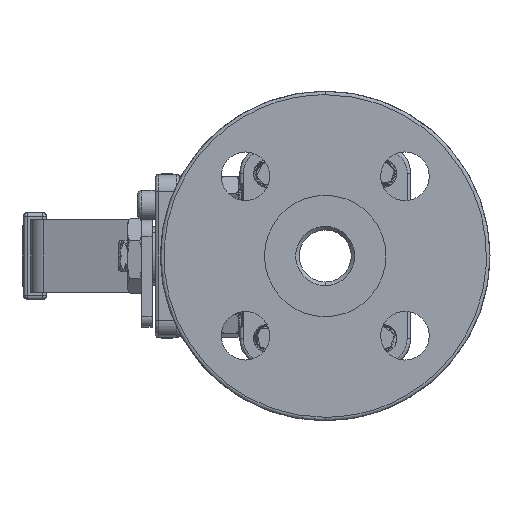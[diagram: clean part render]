
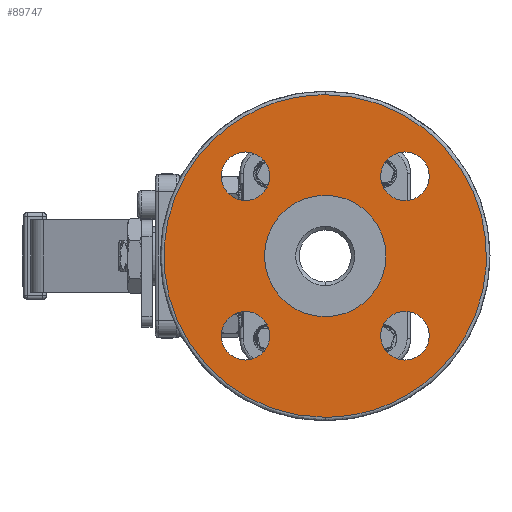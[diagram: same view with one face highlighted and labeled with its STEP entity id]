
A CAD part, left-side view. The second image highlights one B-rep face of the part: STEP entity #89747.
In plain terms, the highlighted planar face has unit normal (-1, 0, 0).
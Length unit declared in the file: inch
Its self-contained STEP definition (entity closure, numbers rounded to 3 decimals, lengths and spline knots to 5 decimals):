
#216 = CARTESIAN_POINT ( 'NONE',  ( -2.57874, 0., -0.68898 ) ) ;
#2146 = DIRECTION ( 'NONE',  ( 0., 0., -1. ) ) ;
#2424 = EDGE_LOOP ( 'NONE', ( #46591, #93035 ) ) ;
#5433 = EDGE_LOOP ( 'NONE', ( #13707, #38133 ) ) ;
#6466 = CARTESIAN_POINT ( 'NONE',  ( -2.57874, 0., 0.68898 ) ) ;
#6793 = CARTESIAN_POINT ( 'NONE',  ( -2.57874, 0.90476, 0.90476 ) ) ;
#7038 = CARTESIAN_POINT ( 'NONE',  ( -2.57874, 0., -1.83071 ) ) ;
#7563 = VERTEX_POINT ( 'NONE', #84253 ) ;
#8267 = CARTESIAN_POINT ( 'NONE',  ( -2.57874, 0., 1.83071 ) ) ;
#8969 = ORIENTED_EDGE ( 'NONE', *, *, #102242, .T. ) ;
#9068 = EDGE_LOOP ( 'NONE', ( #8969, #36801 ) ) ;
#9539 = CARTESIAN_POINT ( 'NONE',  ( -2.57874, -3.66142, -1.83071 ) ) ;
#10583 = CIRCLE ( 'NONE', #31888, 0.27559 ) ;
#10877 = ORIENTED_EDGE ( 'NONE', *, *, #93371, .T. ) ;
#11160 = CIRCLE ( 'NONE', #61228, 0.27559 ) ;
#11512 = CIRCLE ( 'NONE', #71729, 0.68898 ) ;
#13266 =( BOUNDED_CURVE ( )  B_SPLINE_CURVE ( 3, ( #108722, #60047, #59218, #39001 ),
 .UNSPECIFIED., .F., .F. ) 
 B_SPLINE_CURVE_WITH_KNOTS ( ( 4, 4 ),
 ( 0., 1. ),
 .UNSPECIFIED. ) 
 CURVE ( )  GEOMETRIC_REPRESENTATION_ITEM ( )  RATIONAL_B_SPLINE_CURVE ( ( 1., 0.333, 0.333, 1. ) ) 
 REPRESENTATION_ITEM ( '' )  );
#13707 = ORIENTED_EDGE ( 'NONE', *, *, #84724, .F. ) ;
#14052 = DIRECTION ( 'NONE',  ( 0., 0., 1. ) ) ;
#14456 = AXIS2_PLACEMENT_3D ( 'NONE', #107826, #117287, #68178 ) ;
#16326 = CIRCLE ( 'NONE', #24477, 0.27559 ) ;
#16762 = VERTEX_POINT ( 'NONE', #6466 ) ;
#18037 = DIRECTION ( 'NONE',  ( 1., 0., 0. ) ) ;
#18792 =( BOUNDED_CURVE ( )  B_SPLINE_CURVE ( 3, ( #8267, #86640, #9539, #106453 ),
 .UNSPECIFIED., .F., .F. ) 
 B_SPLINE_CURVE_WITH_KNOTS ( ( 4, 4 ),
 ( 0., 1. ),
 .UNSPECIFIED. ) 
 CURVE ( )  GEOMETRIC_REPRESENTATION_ITEM ( )  RATIONAL_B_SPLINE_CURVE ( ( 1., 0.333, 0.333, 1. ) ) 
 REPRESENTATION_ITEM ( '' )  );
#21629 = AXIS2_PLACEMENT_3D ( 'NONE', #94936, #46302, #35926 ) ;
#23596 = EDGE_CURVE ( 'NONE', #35407, #23617, #106525, .T. ) ;
#23617 = VERTEX_POINT ( 'NONE', #107209 ) ;
#24477 = AXIS2_PLACEMENT_3D ( 'NONE', #84256, #74742, #14052 ) ;
#25504 = EDGE_CURVE ( 'NONE', #70390, #81306, #13266, .T. ) ;
#25884 = CIRCLE ( 'NONE', #125732, 0.68898 ) ;
#26853 = ORIENTED_EDGE ( 'NONE', *, *, #36993, .T. ) ;
#27862 = EDGE_CURVE ( 'NONE', #81306, #70390, #18792, .T. ) ;
#29678 = CARTESIAN_POINT ( 'NONE',  ( -2.57874, 0.90476, -0.90476 ) ) ;
#31888 = AXIS2_PLACEMENT_3D ( 'NONE', #29678, #38334, #57727 ) ;
#35407 = VERTEX_POINT ( 'NONE', #107414 ) ;
#35926 = DIRECTION ( 'NONE',  ( 0., 0., 1. ) ) ;
#36052 = DIRECTION ( 'NONE',  ( 0., 0., 1. ) ) ;
#36508 = DIRECTION ( 'NONE',  ( 0., 0., 1. ) ) ;
#36801 = ORIENTED_EDGE ( 'NONE', *, *, #43440, .T. ) ;
#36993 = EDGE_CURVE ( 'NONE', #92677, #106088, #80587, .T. ) ;
#38133 = ORIENTED_EDGE ( 'NONE', *, *, #73717, .F. ) ;
#38334 = DIRECTION ( 'NONE',  ( 1., 0., 0. ) ) ;
#38744 = CARTESIAN_POINT ( 'NONE',  ( -2.57874, 0.90476, -0.90476 ) ) ;
#39001 = CARTESIAN_POINT ( 'NONE',  ( -2.57874, 0., 1.83071 ) ) ;
#42811 = VERTEX_POINT ( 'NONE', #216 ) ;
#43440 = EDGE_CURVE ( 'NONE', #79271, #54010, #16326, .T. ) ;
#46302 = DIRECTION ( 'NONE',  ( 1., 0., 0. ) ) ;
#46591 = ORIENTED_EDGE ( 'NONE', *, *, #27862, .F. ) ;
#47000 = CARTESIAN_POINT ( 'NONE',  ( -2.57874, 0.90476, 1.18035 ) ) ;
#47287 = ORIENTED_EDGE ( 'NONE', *, *, #23596, .T. ) ;
#47505 = AXIS2_PLACEMENT_3D ( 'NONE', #106489, #77169, #106077 ) ;
#48039 = PLANE ( 'NONE',  #14456 ) ;
#49375 = AXIS2_PLACEMENT_3D ( 'NONE', #98738, #69379, #119334 ) ;
#50899 = AXIS2_PLACEMENT_3D ( 'NONE', #6793, #75659, #36508 ) ;
#52597 = FACE_BOUND ( 'NONE', #9068, .T. ) ;
#54010 = VERTEX_POINT ( 'NONE', #111214 ) ;
#55466 = CARTESIAN_POINT ( 'NONE',  ( -2.57874, -0.90476, -0.62917 ) ) ;
#55683 = FACE_BOUND ( 'NONE', #76783, .T. ) ;
#57727 = DIRECTION ( 'NONE',  ( 0., 0., 1. ) ) ;
#58773 = FACE_BOUND ( 'NONE', #112571, .T. ) ;
#59218 = CARTESIAN_POINT ( 'NONE',  ( -2.57874, 3.66142, 1.83071 ) ) ;
#60047 = CARTESIAN_POINT ( 'NONE',  ( -2.57874, 3.66142, -1.83071 ) ) ;
#61228 = AXIS2_PLACEMENT_3D ( 'NONE', #85156, #64466, #36052 ) ;
#64466 = DIRECTION ( 'NONE',  ( 1., 0., 0. ) ) ;
#68178 = DIRECTION ( 'NONE',  ( 0., 0., -1. ) ) ;
#69379 = DIRECTION ( 'NONE',  ( 1., 0., 0. ) ) ;
#70390 = VERTEX_POINT ( 'NONE', #7038 ) ;
#71461 = AXIS2_PLACEMENT_3D ( 'NONE', #38744, #18037, #76612 ) ;
#71638 = VERTEX_POINT ( 'NONE', #55466 ) ;
#71729 = AXIS2_PLACEMENT_3D ( 'NONE', #101217, #111533, #2146 ) ;
#73717 = EDGE_CURVE ( 'NONE', #16762, #42811, #25884, .T. ) ;
#74742 = DIRECTION ( 'NONE',  ( 1., 0., 0. ) ) ;
#75659 = DIRECTION ( 'NONE',  ( 1., 0., 0. ) ) ;
#76612 = DIRECTION ( 'NONE',  ( 0., 0., 1. ) ) ;
#76783 = EDGE_LOOP ( 'NONE', ( #82393, #114930 ) ) ;
#77169 = DIRECTION ( 'NONE',  ( 1., 0., 0. ) ) ;
#79271 = VERTEX_POINT ( 'NONE', #113310 ) ;
#80587 = CIRCLE ( 'NONE', #21629, 0.27559 ) ;
#81073 = EDGE_CURVE ( 'NONE', #7563, #71638, #111964, .T. ) ;
#81306 = VERTEX_POINT ( 'NONE', #84909 ) ;
#81819 = FACE_BOUND ( 'NONE', #5433, .T. ) ;
#82393 = ORIENTED_EDGE ( 'NONE', *, *, #107382, .T. ) ;
#84253 = CARTESIAN_POINT ( 'NONE',  ( -2.57874, -0.90476, -1.18035 ) ) ;
#84256 = CARTESIAN_POINT ( 'NONE',  ( -2.57874, -0.90476, 0.90476 ) ) ;
#84724 = EDGE_CURVE ( 'NONE', #42811, #16762, #11512, .T. ) ;
#84909 = CARTESIAN_POINT ( 'NONE',  ( -2.57874, 0., 1.83071 ) ) ;
#85156 = CARTESIAN_POINT ( 'NONE',  ( -2.57874, -0.90476, 0.90476 ) ) ;
#86640 = CARTESIAN_POINT ( 'NONE',  ( -2.57874, -3.66142, 1.83071 ) ) ;
#89747 = ADVANCED_FACE ( 'NONE', ( #81819, #121956, #118882, #52597, #55683, #58773 ), #48039, .F. ) ;
#92677 = VERTEX_POINT ( 'NONE', #107686 ) ;
#93035 = ORIENTED_EDGE ( 'NONE', *, *, #25504, .F. ) ;
#93371 = EDGE_CURVE ( 'NONE', #106088, #92677, #95199, .T. ) ;
#94936 = CARTESIAN_POINT ( 'NONE',  ( -2.57874, 0.90476, 0.90476 ) ) ;
#95199 = CIRCLE ( 'NONE', #50899, 0.27559 ) ;
#98738 = CARTESIAN_POINT ( 'NONE',  ( -2.57874, -0.90476, -0.90476 ) ) ;
#99304 = DIRECTION ( 'NONE',  ( 0., 0., -1. ) ) ;
#101217 = CARTESIAN_POINT ( 'NONE',  ( -2.57874, 0., 0. ) ) ;
#102242 = EDGE_CURVE ( 'NONE', #54010, #79271, #11160, .T. ) ;
#102863 = EDGE_LOOP ( 'NONE', ( #10877, #26853 ) ) ;
#106077 = DIRECTION ( 'NONE',  ( 0., 0., 1. ) ) ;
#106088 = VERTEX_POINT ( 'NONE', #47000 ) ;
#106453 = CARTESIAN_POINT ( 'NONE',  ( -2.57874, 0., -1.83071 ) ) ;
#106489 = CARTESIAN_POINT ( 'NONE',  ( -2.57874, -0.90476, -0.90476 ) ) ;
#106525 = CIRCLE ( 'NONE', #71461, 0.27559 ) ;
#107209 = CARTESIAN_POINT ( 'NONE',  ( -2.57874, 0.90476, -1.18035 ) ) ;
#107382 = EDGE_CURVE ( 'NONE', #71638, #7563, #115598, .T. ) ;
#107414 = CARTESIAN_POINT ( 'NONE',  ( -2.57874, 0.90476, -0.62917 ) ) ;
#107461 = ORIENTED_EDGE ( 'NONE', *, *, #127314, .T. ) ;
#107686 = CARTESIAN_POINT ( 'NONE',  ( -2.57874, 0.90476, 0.62917 ) ) ;
#107826 = CARTESIAN_POINT ( 'NONE',  ( -2.57874, -0.68898, 0. ) ) ;
#107923 = CARTESIAN_POINT ( 'NONE',  ( -2.57874, 0., 0. ) ) ;
#108347 = DIRECTION ( 'NONE',  ( -1., 0., 0. ) ) ;
#108722 = CARTESIAN_POINT ( 'NONE',  ( -2.57874, 0., -1.83071 ) ) ;
#111214 = CARTESIAN_POINT ( 'NONE',  ( -2.57874, -0.90476, 1.18035 ) ) ;
#111533 = DIRECTION ( 'NONE',  ( -1., 0., 0. ) ) ;
#111964 = CIRCLE ( 'NONE', #49375, 0.27559 ) ;
#112571 = EDGE_LOOP ( 'NONE', ( #47287, #107461 ) ) ;
#113310 = CARTESIAN_POINT ( 'NONE',  ( -2.57874, -0.90476, 0.62917 ) ) ;
#114930 = ORIENTED_EDGE ( 'NONE', *, *, #81073, .T. ) ;
#115598 = CIRCLE ( 'NONE', #47505, 0.27559 ) ;
#117287 = DIRECTION ( 'NONE',  ( 1., 0., 0. ) ) ;
#118882 = FACE_BOUND ( 'NONE', #102863, .T. ) ;
#119334 = DIRECTION ( 'NONE',  ( 0., 0., 1. ) ) ;
#121956 = FACE_OUTER_BOUND ( 'NONE', #2424, .T. ) ;
#125732 = AXIS2_PLACEMENT_3D ( 'NONE', #107923, #108347, #99304 ) ;
#127314 = EDGE_CURVE ( 'NONE', #23617, #35407, #10583, .T. ) ;
